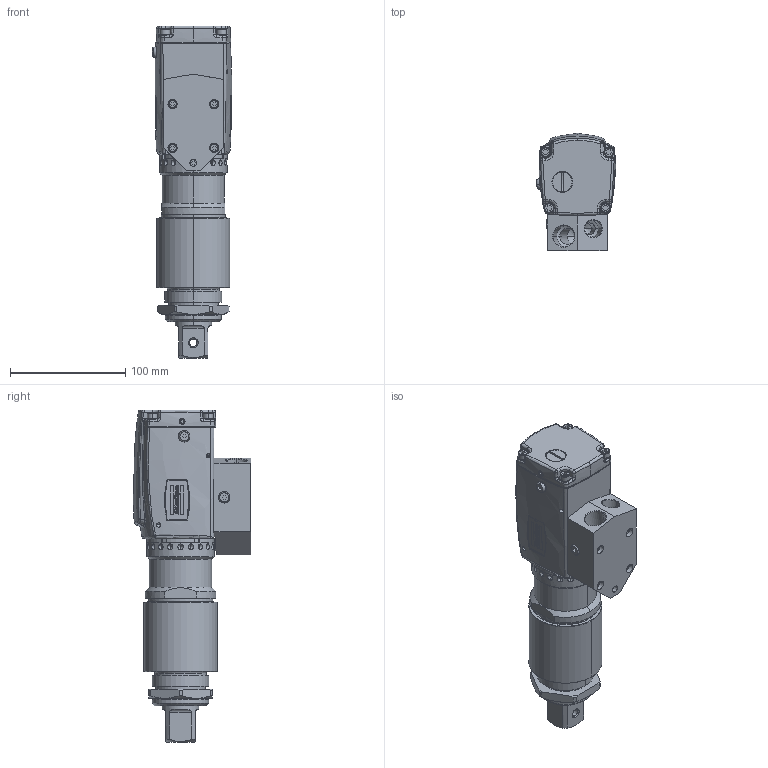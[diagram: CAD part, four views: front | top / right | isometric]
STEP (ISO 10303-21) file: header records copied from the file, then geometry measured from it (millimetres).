
FILE_DESCRIPTION((''),'2;1');
FILE_NAME('8431080845_ASM','2014-11-25T',('tooextcsr'),(''),'PRO/ENGINEER BY PARAMETRIC TECHNOLOGY CORPORATION, 2013410','PRO/ENGINEER BY PARAMETRIC TECHNOLOGY CORPORATION, 2013410','');
FILE_SCHEMA(('CONFIG_CONTROL_DESIGN','GEOMETRIC_VALIDATION_PROPERTIES_MIM'));
Products named in the file (26): 4210461503; 4150175706; 4210461523_ASM; 4210461563_ASM; 4210347301; 0211117700; 4210467700; 4210463600; 0333317507; 0211121000; 0300027528; 0215000365; 0194124700; 4210227000; 0192120200; 4210461564_ASM; 4210218600_HAND; 4210272700; 4210272781_ASM; 4210272200; 4210272280_ASM; 4210217601; 4210272782_ASM; 4210272500; 0666800505; 8431080845_ASM
Assembly tree (37 placements, depth 5):
  8431080845_ASM
    4210461564_ASM
      4210461563_ASM
        4210461523_ASM
          4210461503
          4150175706  x2
      4210347301
      0211117700  x4
      4210467700
      4210463600
      0333317507  x4
      0211121000  x4
      0300027528  x2
      0215000365  x2
      0194124700
      4210227000
      0192120200
    4210272782_ASM
      4210218600_HAND
      4210272781_ASM
        4210272700
      4210272280_ASM
        4210272200
      4210217601
    4210272500
    0666800505
Bounding box: 68.73 x 101.95 x 288.2 mm (x, y, z)
Volume: 506414.1 mm3; surface area: 230812.7 mm2
Topology: 31 solids, 45 shells, 2392 faces, 6270 edges, 4006 vertices
Faces by surface type: plane 838, cylinder 713, cone 287, extrusion 220, bspline 211, torus 109, sphere 14
Entity records: 95320 total; most frequent: CARTESIAN_POINT 27415, ORIENTED_EDGE 10740, DIRECTION 10084, PRESENTATION_STYLE_ASSIGNMENT 5435, STYLED_ITEM 5431, CURVE_STYLE 5398, EDGE_CURVE 5398, AXIS2_PLACEMENT_3D 3763
